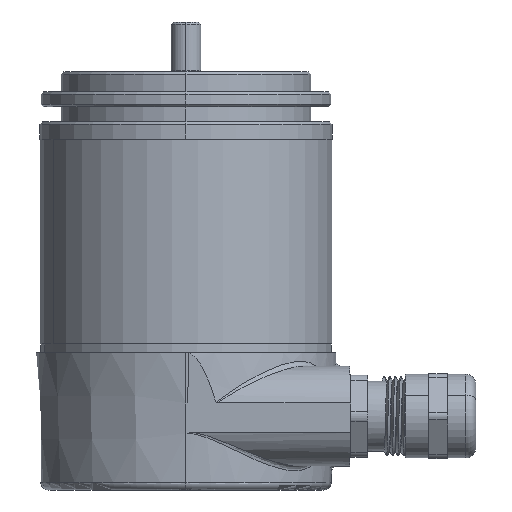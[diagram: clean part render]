
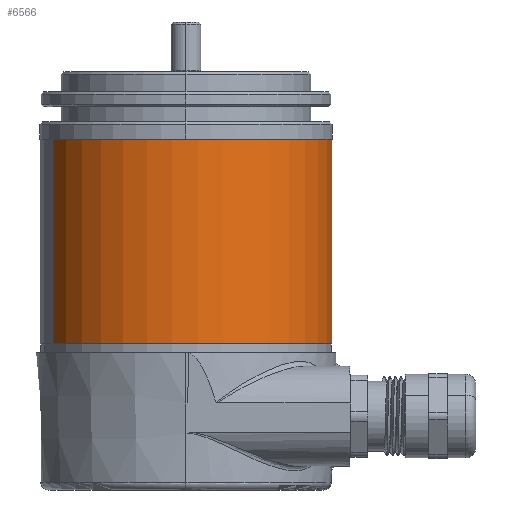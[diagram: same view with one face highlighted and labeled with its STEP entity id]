
A CAD part, left-side view. The second image highlights one B-rep face of the part: STEP entity #6566.
In plain terms, the highlighted cylindrical face has radius 29.3 mm (diameter 58.6 mm), a partial arc.
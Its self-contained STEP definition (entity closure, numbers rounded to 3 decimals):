
#276 = CARTESIAN_POINT ( 'NONE',  ( -12.235, 26.623, -13.5 ) ) ;
#467 = EDGE_LOOP ( 'NONE', ( #11159, #13711, #4364, #13532 ) ) ;
#625 = DIRECTION ( 'NONE',  ( 0., 0., 1. ) ) ;
#633 = VERTEX_POINT ( 'NONE', #7654 ) ;
#936 = AXIS2_PLACEMENT_3D ( 'NONE', #10991, #6283, #6195 ) ;
#2643 = LINE ( 'NONE', #11495, #10445 ) ;
#3301 = VERTEX_POINT ( 'NONE', #8559 ) ;
#3370 = VECTOR ( 'NONE', #4549, 1000. ) ;
#4015 = FACE_OUTER_BOUND ( 'NONE', #467, .T. ) ;
#4364 = ORIENTED_EDGE ( 'NONE', *, *, #13095, .T. ) ;
#4549 = DIRECTION ( 'NONE',  ( 0., 0., -1. ) ) ;
#5007 = DIRECTION ( 'NONE',  ( 0.418, -0.909, 0. ) ) ;
#6195 = DIRECTION ( 'NONE',  ( -0.418, 0.909, 0. ) ) ;
#6248 = CARTESIAN_POINT ( 'NONE',  ( 12.235, -26.623, -54.5 ) ) ;
#6283 = DIRECTION ( 'NONE',  ( 0., 0., 1. ) ) ;
#6388 = DIRECTION ( 'NONE',  ( 0., 0., -1. ) ) ;
#6566 = ADVANCED_FACE ( 'NONE', ( #4015 ), #13766, .T. ) ;
#7654 = CARTESIAN_POINT ( 'NONE',  ( 12.235, -26.623, -13.5 ) ) ;
#7950 = VERTEX_POINT ( 'NONE', #6248 ) ;
#8424 = DIRECTION ( 'NONE',  ( -0.418, 0.909, 0. ) ) ;
#8559 = CARTESIAN_POINT ( 'NONE',  ( -12.235, 26.623, -54.5 ) ) ;
#9408 = CARTESIAN_POINT ( 'NONE',  ( 0., 0., -54.5 ) ) ;
#10056 = EDGE_CURVE ( 'NONE', #10917, #633, #15153, .T. ) ;
#10445 = VECTOR ( 'NONE', #6388, 1000. ) ;
#10785 = LINE ( 'NONE', #14444, #3370 ) ;
#10917 = VERTEX_POINT ( 'NONE', #276 ) ;
#10991 = CARTESIAN_POINT ( 'NONE',  ( 0., 0., -13.5 ) ) ;
#11159 = ORIENTED_EDGE ( 'NONE', *, *, #10056, .F. ) ;
#11252 = CARTESIAN_POINT ( 'NONE',  ( 0., 0., -13.5 ) ) ;
#11416 = DIRECTION ( 'NONE',  ( 0., 0., -1. ) ) ;
#11495 = CARTESIAN_POINT ( 'NONE',  ( 12.235, -26.623, -13.5 ) ) ;
#12305 = EDGE_CURVE ( 'NONE', #633, #7950, #2643, .T. ) ;
#12316 = CIRCLE ( 'NONE', #14445, 29.3 ) ;
#13095 = EDGE_CURVE ( 'NONE', #3301, #7950, #12316, .T. ) ;
#13403 = EDGE_CURVE ( 'NONE', #10917, #3301, #10785, .T. ) ;
#13532 = ORIENTED_EDGE ( 'NONE', *, *, #12305, .F. ) ;
#13629 = AXIS2_PLACEMENT_3D ( 'NONE', #11252, #11416, #5007 ) ;
#13711 = ORIENTED_EDGE ( 'NONE', *, *, #13403, .T. ) ;
#13766 = CYLINDRICAL_SURFACE ( 'NONE', #13629, 29.3 ) ;
#14444 = CARTESIAN_POINT ( 'NONE',  ( -12.235, 26.623, -13.5 ) ) ;
#14445 = AXIS2_PLACEMENT_3D ( 'NONE', #9408, #625, #8424 ) ;
#15153 = CIRCLE ( 'NONE', #936, 29.3 ) ;
